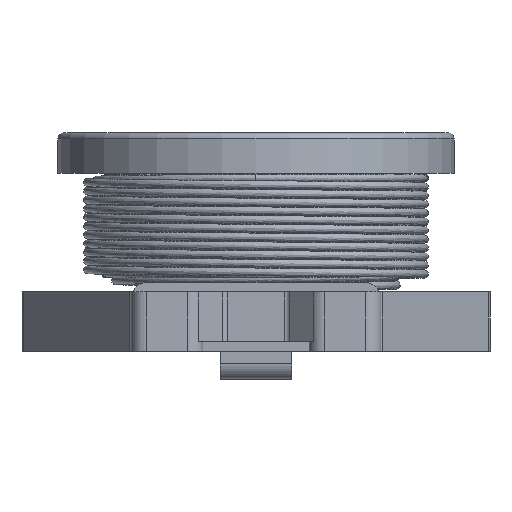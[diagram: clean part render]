
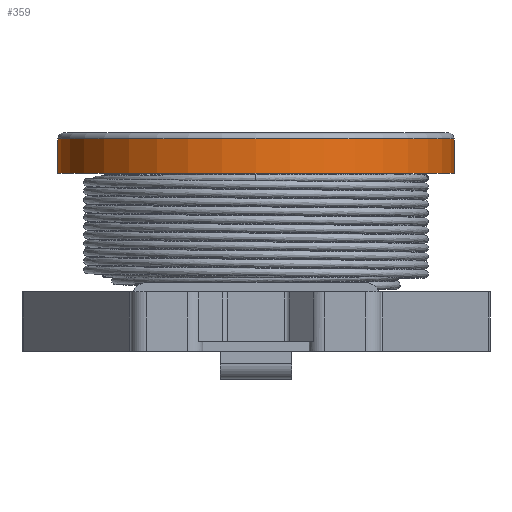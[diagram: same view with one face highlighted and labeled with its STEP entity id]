
A CAD part, left-side view. The second image highlights one B-rep face of the part: STEP entity #359.
In plain terms, the highlighted cylindrical face has radius 6.35 mm (diameter 12.7 mm), a full revolution.
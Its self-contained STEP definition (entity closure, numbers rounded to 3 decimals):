
#359 = ADVANCED_FACE( '', ( #760, #761 ), #762, .T. );
#760 = FACE_OUTER_BOUND( '', #1145, .T. );
#761 = FACE_OUTER_BOUND( '', #1146, .T. );
#762 = CYLINDRICAL_SURFACE( '', #1147, 6.35 );
#1145 = EDGE_LOOP( '', ( #6525 ) );
#1146 = EDGE_LOOP( '', ( #6526 ) );
#1147 = AXIS2_PLACEMENT_3D( '', #6527, #6528, #6529 );
#6525 = ORIENTED_EDGE( '', *, *, #7308, .F. );
#6526 = ORIENTED_EDGE( '', *, *, #7309, .T. );
#6527 = CARTESIAN_POINT( '', ( 0., 0., 5.7 ) );
#6528 = DIRECTION( '', ( 0., 0., -1. ) );
#6529 = DIRECTION( '', ( 1., 0., 0. ) );
#7308 = EDGE_CURVE( '', #7888, #7888, #7889, .T. );
#7309 = EDGE_CURVE( '', #7890, #7890, #7891, .T. );
#7888 = VERTEX_POINT( '', #8861 );
#7889 = CIRCLE( '', #8862, 6.35 );
#7890 = VERTEX_POINT( '', #8863 );
#7891 = CIRCLE( '', #8864, 6.35 );
#8861 = CARTESIAN_POINT( '', ( 6.35, 0., 5.7 ) );
#8862 = AXIS2_PLACEMENT_3D( '', #9337, #9338, #9339 );
#8863 = CARTESIAN_POINT( '', ( -6.35, 0., 6.8 ) );
#8864 = AXIS2_PLACEMENT_3D( '', #9340, #9341, #9342 );
#9337 = CARTESIAN_POINT( '', ( 0., 0., 5.7 ) );
#9338 = DIRECTION( '', ( 0., 0., -1. ) );
#9339 = DIRECTION( '', ( 1., 0., 0. ) );
#9340 = CARTESIAN_POINT( '', ( 0., 0., 6.8 ) );
#9341 = DIRECTION( '', ( 0., 0., -1. ) );
#9342 = DIRECTION( '', ( -1., 0., 0. ) );
